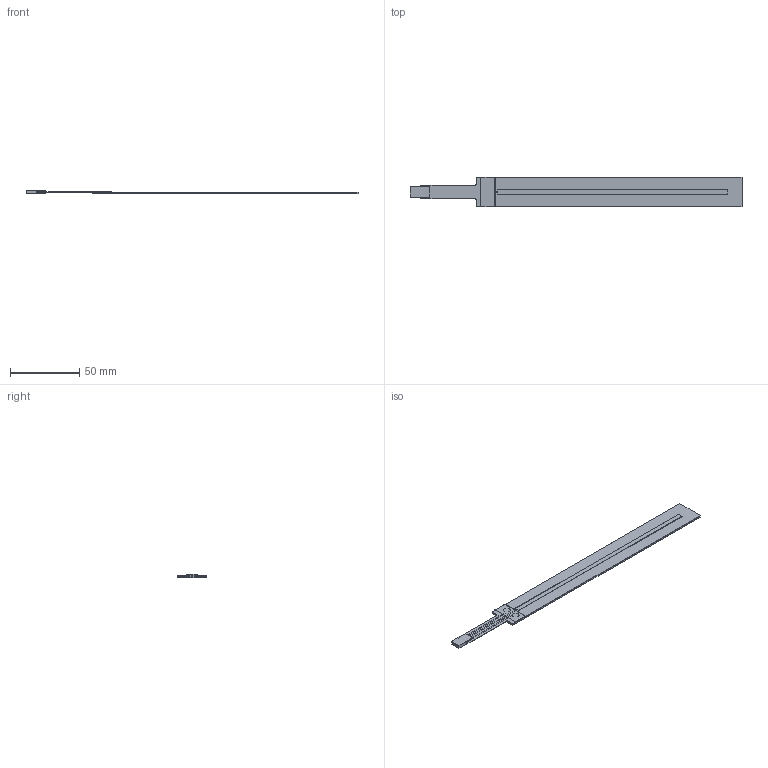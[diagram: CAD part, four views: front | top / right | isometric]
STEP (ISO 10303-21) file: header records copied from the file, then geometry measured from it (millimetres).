
FILE_DESCRIPTION (( 'STEP AP214' ), '1' );
FILE_NAME ('0435_LFP_0150.STEP', '2013-07-15T10:43:46', ( 'dummy' ), ( '' ), 'SwSTEP 2.0', 'SolidWorks 2013', '' );
FILE_SCHEMA (( 'AUTOMOTIVE_DESIGN' ));
Length unit declared in the file: millimetre
Products named in the file (1): 0435_LFP_0150
Bounding box: 239.1 x 21 x 2.76 mm (x, y, z)
Surface area: 14732.3 mm2 (no closed solid volume)
Topology: 0 solids, 10 shells, 72 faces, 359 edges, 276 vertices
Faces by surface type: plane 70, cylinder 2
Entity records: 4317 total; most frequent: CARTESIAN_POINT 708, DIRECTION 519, ORIENTED_EDGE 516, EDGE_CURVE 359, VECTOR 345, LINE 345, VERTEX_POINT 276, EDGE_LOOP 88
